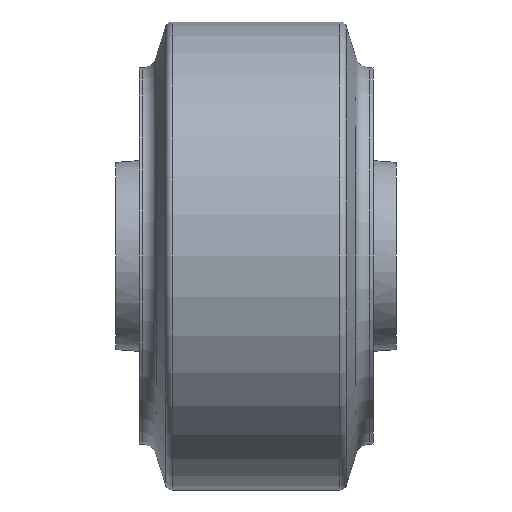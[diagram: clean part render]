
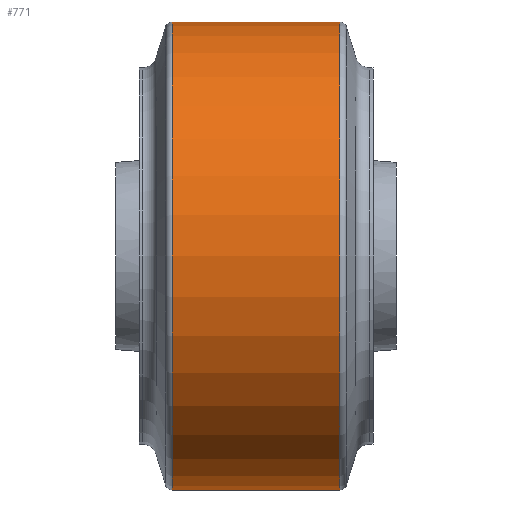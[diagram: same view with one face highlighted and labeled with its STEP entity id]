
A CAD part, left-side view. The second image highlights one B-rep face of the part: STEP entity #771.
In plain terms, the highlighted cylindrical face has radius 50 mm (diameter 100 mm), a partial arc.
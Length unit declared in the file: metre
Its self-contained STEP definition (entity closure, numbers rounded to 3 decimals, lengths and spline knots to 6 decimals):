
#771=ADVANCED_FACE('0:4881',(#1191),#1192,.T.);
#1191=FACE_OUTER_BOUND('',#1930,.T.);
#1192=CYLINDRICAL_SURFACE('',#1931,0.05);
#1930=EDGE_LOOP('',(#2854,#2855,#2856,#2857));
#1931=AXIS2_PLACEMENT_3D('',#2858,#2859,#2860);
#2854=ORIENTED_EDGE('',*,*,#5992,.T.);
#2855=ORIENTED_EDGE('',*,*,#6031,.F.);
#2856=ORIENTED_EDGE('',*,*,#5994,.T.);
#2857=ORIENTED_EDGE('',*,*,#6030,.T.);
#2858=CARTESIAN_POINT('',(0.0,0.,0.0));
#2859=DIRECTION('',(0.0,1.0,0.0));
#2860=DIRECTION('',(0.0,0.0,1.0));
#5992=EDGE_CURVE('',#6889,#6881,#6890,.T.);
#5994=EDGE_CURVE('',#6884,#6891,#6893,.T.);
#6030=EDGE_CURVE('0:4917',#6891,#6889,#6947,.T.);
#6031=EDGE_CURVE('0:4920',#6884,#6881,#6948,.T.);
#6881=VERTEX_POINT('',#8353);
#6884=VERTEX_POINT('',#8356);
#6889=VERTEX_POINT('',#8361);
#6890=LINE('',#8362,#8363);
#6891=VERTEX_POINT('',#8364);
#6893=LINE('',#8366,#8367);
#6947=CIRCLE('',#8431,0.05);
#6948=CIRCLE('',#8432,0.05);
#8353=CARTESIAN_POINT('',(0.0,0.017892,0.05));
#8356=CARTESIAN_POINT('',(0.,0.017892,-0.05));
#8361=CARTESIAN_POINT('',(0.0,-0.017892,0.05));
#8362=CARTESIAN_POINT('',(0.,0.,0.05));
#8363=VECTOR('',#11534,1.0);
#8364=CARTESIAN_POINT('',(0.,-0.017892,-0.05));
#8366=CARTESIAN_POINT('',(0.,0.,-0.05));
#8367=VECTOR('',#11538,1.0);
#8431=AXIS2_PLACEMENT_3D('',#11624,#11625,#11626);
#8432=AXIS2_PLACEMENT_3D('',#11627,#11628,#11629);
#11534=DIRECTION('',(0.0,1.0,0.0));
#11538=DIRECTION('',(-0.0,-1.0,-0.0));
#11624=CARTESIAN_POINT('',(0.0,-0.017892,0.0));
#11625=DIRECTION('',(0.0,1.0,0.0));
#11626=DIRECTION('',(0.0,0.0,1.0));
#11627=CARTESIAN_POINT('',(0.0,0.017892,0.0));
#11628=DIRECTION('',(0.0,1.0,0.0));
#11629=DIRECTION('',(0.0,0.0,1.0));
